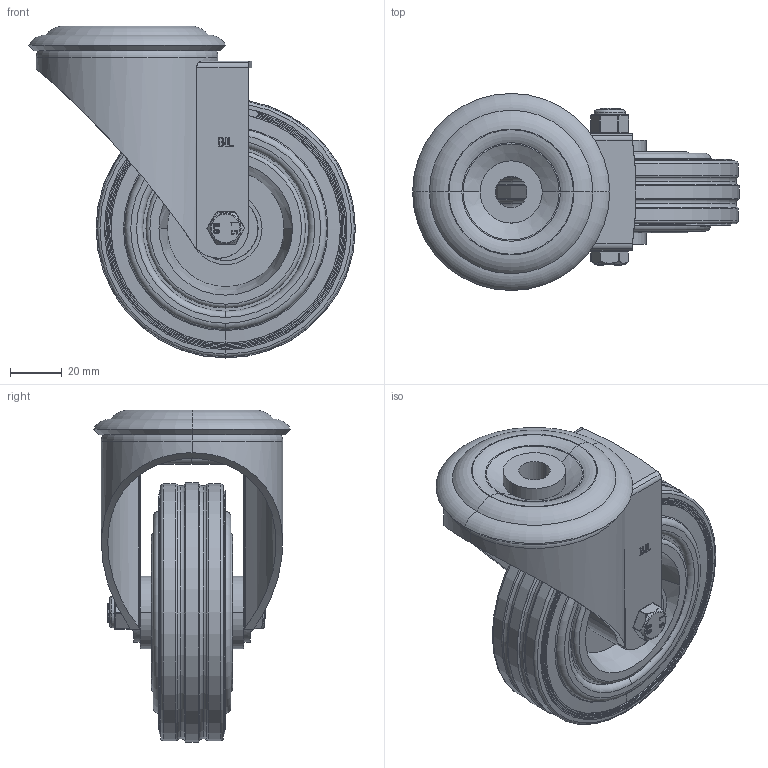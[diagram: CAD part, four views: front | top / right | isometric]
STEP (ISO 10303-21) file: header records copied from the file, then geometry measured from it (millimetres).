
FILE_DESCRIPTION(('STEP AP214'),'1');
FILE_NAME('BZMM100PSBBH12.STEP','2022-03-15T11:36:17',(' '),(' '),'Spatial InterOp 3D',' ',' ');
FILE_SCHEMA(('AUTOMOTIVE_DESIGN { 1 0 10303 214 1 1 1 1 }'));
Length unit declared in the file: metre
Products named in the file (21): BZMM100ASBH12; ZINC PLATED PRESSED STEEL HEAD; ZINC PLATED, PRESSED STEEL FORKS; BZMM100PSBBH12; BZMM100PSRB; RUBBER WHEEL; POLYPROPYLENE RIM; POLYPROPYLENE RIM Geometry; CAP; PINS; Component1; ROLLER BEARING; CAGE; TUBEM12X40; ZINC PLATED STEEL TUBE; HEXBOLTM8X55Z8.8; GRADE 8.8 ZINC PLATED BOLT; NYLOC NUT; NUT; RUBBER; NYLOCM8Z
Assembly tree (27 placements, depth 5):
  BZMM100PSBBH12
    BZMM100ASBH12
      ZINC PLATED PRESSED STEEL HEAD
      ZINC PLATED, PRESSED STEEL FORKS
    BZMM100PSRB
      RUBBER WHEEL
      POLYPROPYLENE RIM
        POLYPROPYLENE RIM Geometry
        CAP
      ROLLER BEARING
        PINS
          Component1  x8
        CAGE
    TUBEM12X40
      ZINC PLATED STEEL TUBE
    HEXBOLTM8X55Z8.8
      GRADE 8.8 ZINC PLATED BOLT
    NYLOCM8Z
      NYLOC NUT
        NUT
        RUBBER
Bounding box: 126 x 76 x 128 mm (x, y, z)
Volume: 246353.3 mm3; surface area: 103550.4 mm2
Topology: 18 solids, 18 shells, 714 faces, 1757 edges, 1092 vertices
Faces by surface type: cylinder 251, plane 185, cone 88, torus 80, sphere 42, bspline 40, extrusion 28
Entity records: 31892 total; most frequent: CARTESIAN_POINT 14927, DIRECTION 3526, ORIENTED_EDGE 3406, EDGE_CURVE 1703, AXIS2_PLACEMENT_3D 1420, VERTEX_POINT 1064, CIRCLE 765, EDGE_LOOP 749
